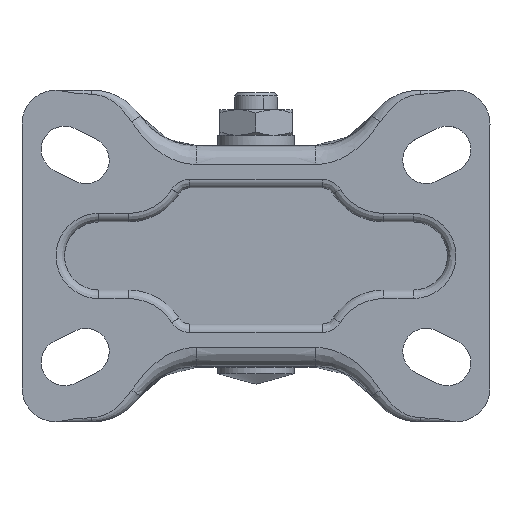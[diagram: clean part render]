
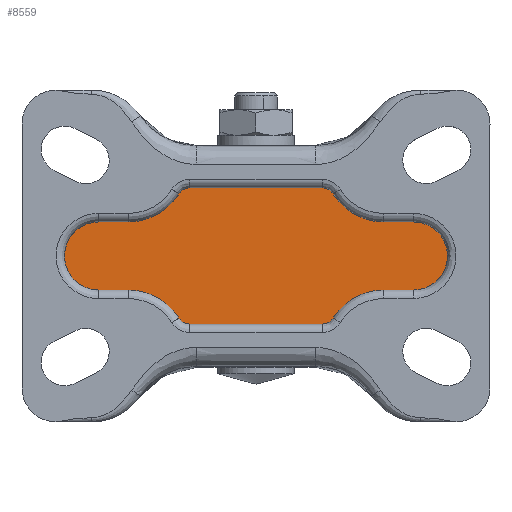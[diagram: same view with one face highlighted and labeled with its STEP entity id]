
A CAD part, top view. The second image highlights one B-rep face of the part: STEP entity #8559.
In plain terms, the highlighted free-form (B-spline) face has degree [1, 1] with [2, 2] control points.
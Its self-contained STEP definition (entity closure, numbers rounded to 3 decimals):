
#7579=CARTESIAN_POINT('',(15.578,-16.0,80.));
#7580=VERTEX_POINT('',#7579);
#7611=CARTESIAN_POINT('',(18.123,-14.588,80.));
#7612=VERTEX_POINT('',#7611);
#7626=CARTESIAN_POINT('',(15.578,-16.0,80.));
#7627=CARTESIAN_POINT('',(17.242,-16.,80.));
#7628=CARTESIAN_POINT('',(18.123,-14.588,80.));
#7636=(BOUNDED_CURVE()B_SPLINE_CURVE(2,(#7626,#7627,#7628),.UNSPECIFIED.,.F.,.U.)CURVE()GEOMETRIC_REPRESENTATION_ITEM()QUASI_UNIFORM_CURVE()RATIONAL_B_SPLINE_CURVE((1.0,0.874,1.0))REPRESENTATION_ITEM(''));
#7637=EDGE_CURVE('',#7580,#7612,#7636,.T.);
#7661=CARTESIAN_POINT('',(30.,-8.,80.));
#7662=VERTEX_POINT('',#7661);
#7676=CARTESIAN_POINT('',(30.,-8.,80.));
#7677=CARTESIAN_POINT('',(22.234,-8.,80.));
#7678=CARTESIAN_POINT('',(18.123,-14.588,80.));
#7686=(BOUNDED_CURVE()B_SPLINE_CURVE(2,(#7676,#7677,#7678),.UNSPECIFIED.,.F.,.U.)CURVE()GEOMETRIC_REPRESENTATION_ITEM()QUASI_UNIFORM_CURVE()RATIONAL_B_SPLINE_CURVE((1.0,0.874,1.0))REPRESENTATION_ITEM(''));
#7687=EDGE_CURVE('',#7662,#7612,#7686,.T.);
#7720=CARTESIAN_POINT('',(-15.578,-16.0,80.));
#7721=VERTEX_POINT('',#7720);
#7743=CARTESIAN_POINT('',(-15.578,-16.0,80.));
#7744=CARTESIAN_POINT('',(15.578,-16.0,80.));
#7745=QUASI_UNIFORM_CURVE('',1,(#7743,#7744),.UNSPECIFIED.,.F.,.U.);
#7746=EDGE_CURVE('',#7721,#7580,#7745,.T.);
#7767=CARTESIAN_POINT('',(37.0,-8.0,80.));
#7768=VERTEX_POINT('',#7767);
#7782=CARTESIAN_POINT('',(30.,-8.,80.));
#7783=CARTESIAN_POINT('',(37.0,-8.0,80.));
#7784=QUASI_UNIFORM_CURVE('',1,(#7782,#7783),.UNSPECIFIED.,.F.,.U.);
#7785=EDGE_CURVE('',#7662,#7768,#7784,.T.);
#7813=CARTESIAN_POINT('',(-18.123,-14.588,80.));
#7814=VERTEX_POINT('',#7813);
#7846=CARTESIAN_POINT('',(-18.123,-14.588,80.));
#7847=CARTESIAN_POINT('',(-17.242,-16.,80.));
#7848=CARTESIAN_POINT('',(-15.578,-16.,80.));
#7856=(BOUNDED_CURVE()B_SPLINE_CURVE(2,(#7846,#7847,#7848),.UNSPECIFIED.,.F.,.U.)CURVE()GEOMETRIC_REPRESENTATION_ITEM()QUASI_UNIFORM_CURVE()RATIONAL_B_SPLINE_CURVE((1.0,0.874,1.0))REPRESENTATION_ITEM(''));
#7857=EDGE_CURVE('',#7814,#7721,#7856,.T.);
#7897=CARTESIAN_POINT('',(37.,8.0,80.));
#7898=VERTEX_POINT('',#7897);
#7912=CARTESIAN_POINT('',(37.0,-8.0,80.));
#7913=CARTESIAN_POINT('',(41.619,-8.0,80.));
#7914=CARTESIAN_POINT('',(43.928,-4.,80.));
#7915=CARTESIAN_POINT('',(46.238,0.,80.));
#7916=CARTESIAN_POINT('',(43.928,4.,80.));
#7917=CARTESIAN_POINT('',(41.619,8.,80.));
#7918=CARTESIAN_POINT('',(37.,8.,80.));
#7926=(BOUNDED_CURVE()B_SPLINE_CURVE(2,(#7912,#7913,#7914,#7915,#7916,#7917,#7918),.UNSPECIFIED.,.F.,.U.)B_SPLINE_CURVE_WITH_KNOTS((3,2,2,3),(0.0,0.333,0.667,1.0),.UNSPECIFIED.)CURVE()GEOMETRIC_REPRESENTATION_ITEM()RATIONAL_B_SPLINE_CURVE((1.0,0.866,1.0,0.866,1.0,0.866,1.0))REPRESENTATION_ITEM(''));
#7927=EDGE_CURVE('',#7768,#7898,#7926,.T.);
#7967=CARTESIAN_POINT('',(-30.0,-8.0,80.));
#7968=VERTEX_POINT('',#7967);
#7998=CARTESIAN_POINT('',(-18.123,-14.588,80.));
#7999=CARTESIAN_POINT('',(-22.234,-8.,80.));
#8000=CARTESIAN_POINT('',(-30.0,-8.,80.));
#8008=(BOUNDED_CURVE()B_SPLINE_CURVE(2,(#7998,#7999,#8000),.UNSPECIFIED.,.F.,.U.)CURVE()GEOMETRIC_REPRESENTATION_ITEM()QUASI_UNIFORM_CURVE()RATIONAL_B_SPLINE_CURVE((1.0,0.874,1.0))REPRESENTATION_ITEM(''));
#8009=EDGE_CURVE('',#7814,#7968,#8008,.T.);
#8030=CARTESIAN_POINT('',(30.0,8.0,80.));
#8031=VERTEX_POINT('',#8030);
#8045=CARTESIAN_POINT('',(37.,8.0,80.));
#8046=CARTESIAN_POINT('',(30.0,8.0,80.));
#8047=QUASI_UNIFORM_CURVE('',1,(#8045,#8046),.UNSPECIFIED.,.F.,.U.);
#8048=EDGE_CURVE('',#7898,#8031,#8047,.T.);
#8073=CARTESIAN_POINT('',(-37.,-8.0,80.));
#8074=VERTEX_POINT('',#8073);
#8096=CARTESIAN_POINT('',(-37.,-8.0,80.));
#8097=CARTESIAN_POINT('',(-30.0,-8.0,80.));
#8098=QUASI_UNIFORM_CURVE('',1,(#8096,#8097),.UNSPECIFIED.,.F.,.U.);
#8099=EDGE_CURVE('',#8074,#7968,#8098,.T.);
#8123=CARTESIAN_POINT('',(18.123,14.588,80.));
#8124=VERTEX_POINT('',#8123);
#8138=CARTESIAN_POINT('',(18.123,14.588,80.));
#8139=CARTESIAN_POINT('',(22.234,8.,80.));
#8140=CARTESIAN_POINT('',(30.0,8.,80.));
#8148=(BOUNDED_CURVE()B_SPLINE_CURVE(2,(#8138,#8139,#8140),.UNSPECIFIED.,.F.,.U.)CURVE()GEOMETRIC_REPRESENTATION_ITEM()QUASI_UNIFORM_CURVE()RATIONAL_B_SPLINE_CURVE((1.0,0.874,1.0))REPRESENTATION_ITEM(''));
#8149=EDGE_CURVE('',#8124,#8031,#8148,.T.);
#8191=CARTESIAN_POINT('',(-37.0,8.0,80.));
#8192=VERTEX_POINT('',#8191);
#8226=CARTESIAN_POINT('',(-37.0,8.0,80.));
#8227=CARTESIAN_POINT('',(-41.619,8.0,80.));
#8228=CARTESIAN_POINT('',(-43.928,4.,80.));
#8229=CARTESIAN_POINT('',(-46.238,0.,80.));
#8230=CARTESIAN_POINT('',(-43.928,-4.,80.));
#8231=CARTESIAN_POINT('',(-41.619,-8.,80.));
#8232=CARTESIAN_POINT('',(-37.,-8.,80.));
#8240=(BOUNDED_CURVE()B_SPLINE_CURVE(2,(#8226,#8227,#8228,#8229,#8230,#8231,#8232),.UNSPECIFIED.,.F.,.U.)B_SPLINE_CURVE_WITH_KNOTS((3,2,2,3),(0.0,0.333,0.667,1.0),.UNSPECIFIED.)CURVE()GEOMETRIC_REPRESENTATION_ITEM()RATIONAL_B_SPLINE_CURVE((1.0,0.866,1.0,0.866,1.0,0.866,1.0))REPRESENTATION_ITEM(''));
#8241=EDGE_CURVE('',#8192,#8074,#8240,.T.);
#8265=CARTESIAN_POINT('',(15.578,16.0,80.));
#8266=VERTEX_POINT('',#8265);
#8280=CARTESIAN_POINT('',(18.123,14.588,80.));
#8281=CARTESIAN_POINT('',(17.242,16.,80.));
#8282=CARTESIAN_POINT('',(15.578,16.0,80.));
#8290=(BOUNDED_CURVE()B_SPLINE_CURVE(2,(#8280,#8281,#8282),.UNSPECIFIED.,.F.,.U.)CURVE()GEOMETRIC_REPRESENTATION_ITEM()QUASI_UNIFORM_CURVE()RATIONAL_B_SPLINE_CURVE((1.0,0.874,1.0))REPRESENTATION_ITEM(''));
#8291=EDGE_CURVE('',#8124,#8266,#8290,.T.);
#8324=CARTESIAN_POINT('',(-30.,8.,80.));
#8325=VERTEX_POINT('',#8324);
#8347=CARTESIAN_POINT('',(-30.,8.,80.));
#8348=CARTESIAN_POINT('',(-37.0,8.0,80.));
#8349=QUASI_UNIFORM_CURVE('',1,(#8347,#8348),.UNSPECIFIED.,.F.,.U.);
#8350=EDGE_CURVE('',#8325,#8192,#8349,.T.);
#8371=CARTESIAN_POINT('',(-15.578,16.0,80.));
#8372=VERTEX_POINT('',#8371);
#8386=CARTESIAN_POINT('',(15.578,16.0,80.));
#8387=CARTESIAN_POINT('',(-15.578,16.0,80.));
#8388=QUASI_UNIFORM_CURVE('',1,(#8386,#8387),.UNSPECIFIED.,.F.,.U.);
#8389=EDGE_CURVE('',#8266,#8372,#8388,.T.);
#8417=CARTESIAN_POINT('',(-18.123,14.588,80.));
#8418=VERTEX_POINT('',#8417);
#8448=CARTESIAN_POINT('',(-30.,8.,80.));
#8449=CARTESIAN_POINT('',(-22.234,8.,80.));
#8450=CARTESIAN_POINT('',(-18.123,14.588,80.));
#8458=(BOUNDED_CURVE()B_SPLINE_CURVE(2,(#8448,#8449,#8450),.UNSPECIFIED.,.F.,.U.)CURVE()GEOMETRIC_REPRESENTATION_ITEM()QUASI_UNIFORM_CURVE()RATIONAL_B_SPLINE_CURVE((1.0,0.874,1.0))REPRESENTATION_ITEM(''));
#8459=EDGE_CURVE('',#8325,#8418,#8458,.T.);
#8496=CARTESIAN_POINT('',(-15.578,16.,80.));
#8497=CARTESIAN_POINT('',(-17.242,16.,80.));
#8498=CARTESIAN_POINT('',(-18.123,14.588,80.));
#8506=(BOUNDED_CURVE()B_SPLINE_CURVE(2,(#8496,#8497,#8498),.UNSPECIFIED.,.F.,.U.)CURVE()GEOMETRIC_REPRESENTATION_ITEM()QUASI_UNIFORM_CURVE()RATIONAL_B_SPLINE_CURVE((1.0,0.874,1.0))REPRESENTATION_ITEM(''));
#8507=EDGE_CURVE('',#8372,#8418,#8506,.T.);
#8536=CARTESIAN_POINT('',(-49.495,17.598,80.));
#8537=CARTESIAN_POINT('',(49.496,17.598,80.));
#8538=CARTESIAN_POINT('',(-49.495,-17.598,80.));
#8539=CARTESIAN_POINT('',(49.496,-17.598,80.));
#8540=B_SPLINE_SURFACE_WITH_KNOTS('',1,1,((#8536,#8538),(#8537,#8539)),.UNSPECIFIED.,.F.,.F.,.U.,(2,2),(2,2),(0.0,98.991),(0.0,35.197),.UNSPECIFIED.);
#8541=ORIENTED_EDGE('',*,*,#8389,.T.);
#8542=ORIENTED_EDGE('',*,*,#8507,.T.);
#8543=ORIENTED_EDGE('',*,*,#8459,.F.);
#8544=ORIENTED_EDGE('',*,*,#8350,.T.);
#8545=ORIENTED_EDGE('',*,*,#8241,.T.);
#8546=ORIENTED_EDGE('',*,*,#8099,.T.);
#8547=ORIENTED_EDGE('',*,*,#8009,.F.);
#8548=ORIENTED_EDGE('',*,*,#7857,.T.);
#8549=ORIENTED_EDGE('',*,*,#7746,.T.);
#8550=ORIENTED_EDGE('',*,*,#7637,.T.);
#8551=ORIENTED_EDGE('',*,*,#7687,.F.);
#8552=ORIENTED_EDGE('',*,*,#7785,.T.);
#8553=ORIENTED_EDGE('',*,*,#7927,.T.);
#8554=ORIENTED_EDGE('',*,*,#8048,.T.);
#8555=ORIENTED_EDGE('',*,*,#8149,.F.);
#8556=ORIENTED_EDGE('',*,*,#8291,.T.);
#8557=EDGE_LOOP('',(#8541,#8542,#8543,#8544,#8545,#8546,#8547,#8548,#8549,#8550,#8551,#8552,#8553,#8554,#8555,#8556));
#8558=FACE_OUTER_BOUND('',#8557,.T.);
#8559=ADVANCED_FACE('',(#8558),#8540,.F.);
